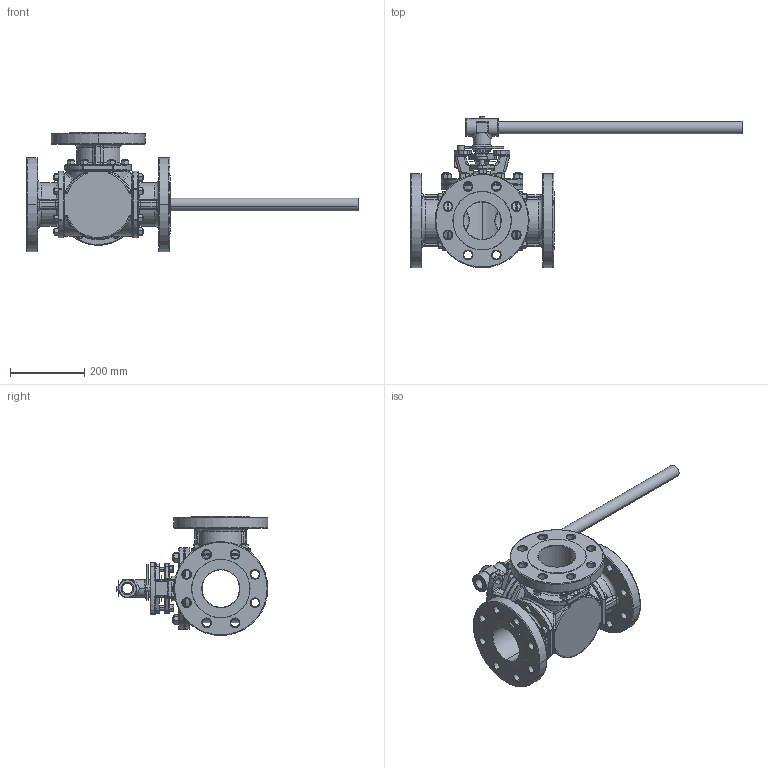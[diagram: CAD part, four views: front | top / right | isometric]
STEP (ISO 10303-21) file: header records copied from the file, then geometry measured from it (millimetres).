
FILE_DESCRIPTION (( 'STEP AP214' ), '1' );
FILE_NAME ('31-F3-0400-XXX.step', '2019-08-21T18:11:42', ( '' ), ( '' ), 'SwSTEP 2.0', 'SolidWorks 2019', '' );
FILE_SCHEMA (( 'AUTOMOTIVE_DESIGN' ));
Length unit declared in the file: inch
Products named in the file (2): 31-F3-0400-XXX
Bounding box: 896.95 x 409.8 x 321.94 mm (x, y, z)
Surface area: 1120576.8 mm2 (no closed solid volume)
Topology: 0 solids, 72 shells, 1229 faces, 3465 edges, 2224 vertices
Faces by surface type: cylinder 398, plane 309, bspline 220, cone 209, torus 93
Entity records: 74045 total; most frequent: CARTESIAN_POINT 28416, DIRECTION 6112, ORIENTED_EDGE 5845, EDGE_CURVE 3442, AXIS2_PLACEMENT_3D 2553, VERTEX_POINT 2224, CIRCLE 1542, EDGE_LOOP 1389
